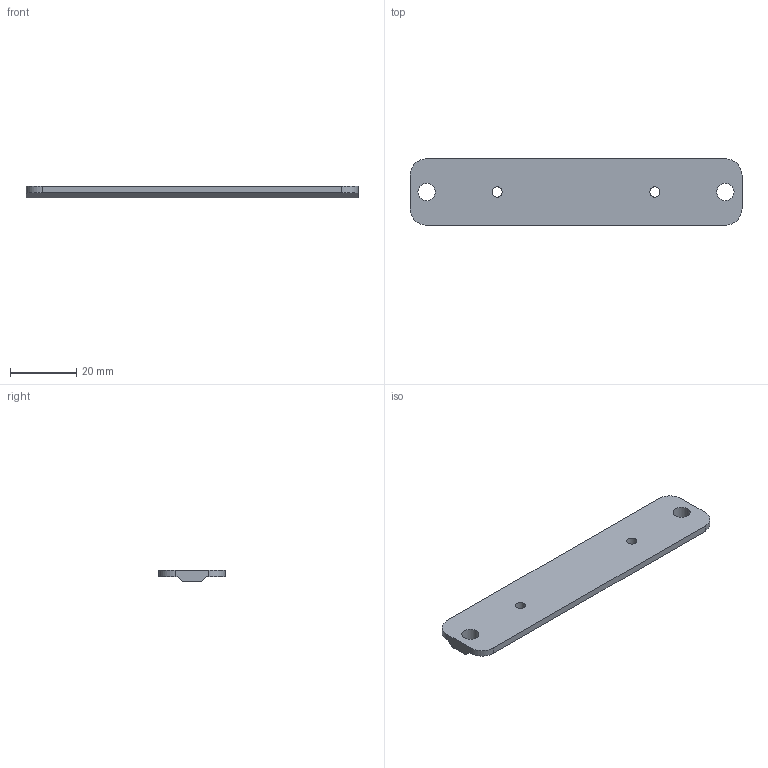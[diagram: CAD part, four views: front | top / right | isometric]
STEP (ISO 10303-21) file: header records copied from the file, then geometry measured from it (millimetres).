
FILE_DESCRIPTION( ( '' ), ' ' );
FILE_NAME( '55183821e4b00bf556917ea5.step', '2015-03-29T17:36:33', ( '' ), ( '' ), ' ', ' ', ' ' );
FILE_SCHEMA( ( 'AUTOMOTIVE_DESIGN { 1 0 10303 214 1 1 1 1 }' ) );
Length unit declared in the file: metre
Products named in the file (1): Spindle-Driver-Mount
Bounding box: 100 x 20 x 3.6 mm (x, y, z)
Volume: 4933.8 mm3; surface area: 4648.7 mm2
Topology: 1 solids, 1 shells, 18 faces, 52 edges, 36 vertices
Faces by surface type: plane 10, cylinder 8
Full cylindrical faces by diameter (mm): 3.1 x2, 5.2 x2
Entity records: 579 total; most frequent: DIRECTION 98, CARTESIAN_POINT 95, ORIENTED_EDGE 88, EDGE_CURVE 44, AXIS2_PLACEMENT_3D 35, VERTEX_POINT 32, EDGE_LOOP 30, LINE 28
